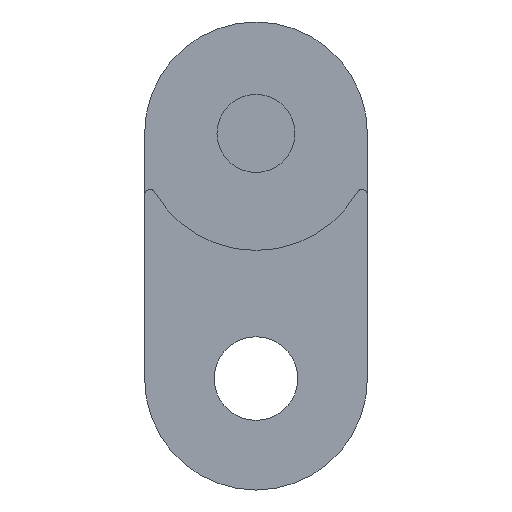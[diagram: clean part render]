
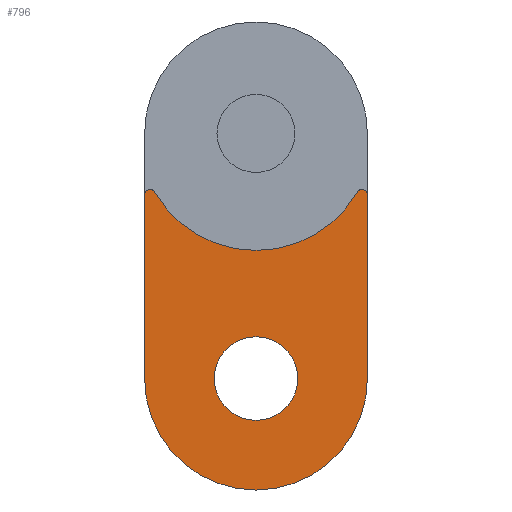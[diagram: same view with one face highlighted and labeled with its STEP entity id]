
A CAD part, front view. The second image highlights one B-rep face of the part: STEP entity #796.
In plain terms, the highlighted planar face has unit normal (0, -1, 0).
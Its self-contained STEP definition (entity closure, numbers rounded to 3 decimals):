
#19=FACE_BOUND('',#174,.T.);
#50=CIRCLE('',#888,0.5);
#51=CIRCLE('',#889,10.5);
#52=CIRCLE('',#890,0.5);
#53=CIRCLE('',#891,10.);
#54=CIRCLE('',#892,3.75);
#126=FACE_OUTER_BOUND('',#173,.T.);
#173=EDGE_LOOP('',(#635,#636,#637,#638,#639,#640));
#174=EDGE_LOOP('',(#641));
#239=LINE('',#1305,#300);
#247=LINE('',#1321,#308);
#300=VECTOR('',#1028,10.);
#308=VECTOR('',#1038,10.);
#364=VERTEX_POINT('',#1302);
#365=VERTEX_POINT('',#1304);
#371=VERTEX_POINT('',#1318);
#372=VERTEX_POINT('',#1320);
#386=VERTEX_POINT('',#1362);
#387=VERTEX_POINT('',#1364);
#388=VERTEX_POINT('',#1368);
#452=EDGE_CURVE('',#364,#365,#239,.T.);
#460=EDGE_CURVE('',#371,#372,#247,.T.);
#480=EDGE_CURVE('',#386,#371,#50,.T.);
#481=EDGE_CURVE('',#387,#386,#51,.T.);
#482=EDGE_CURVE('',#365,#387,#52,.T.);
#483=EDGE_CURVE('',#372,#364,#53,.T.);
#484=EDGE_CURVE('',#388,#388,#54,.T.);
#635=ORIENTED_EDGE('',*,*,#460,.F.);
#636=ORIENTED_EDGE('',*,*,#480,.F.);
#637=ORIENTED_EDGE('',*,*,#481,.F.);
#638=ORIENTED_EDGE('',*,*,#482,.F.);
#639=ORIENTED_EDGE('',*,*,#452,.F.);
#640=ORIENTED_EDGE('',*,*,#483,.F.);
#641=ORIENTED_EDGE('',*,*,#484,.F.);
#771=PLANE('',#887);
#796=ADVANCED_FACE('',(#126,#19),#771,.F.);
#887=AXIS2_PLACEMENT_3D('',#1361,#1082,#1083);
#888=AXIS2_PLACEMENT_3D('',#1363,#1084,#1085);
#889=AXIS2_PLACEMENT_3D('',#1365,#1086,#1087);
#890=AXIS2_PLACEMENT_3D('',#1366,#1088,#1089);
#891=AXIS2_PLACEMENT_3D('',#1367,#1090,#1091);
#892=AXIS2_PLACEMENT_3D('',#1369,#1092,#1093);
#1028=DIRECTION('',(0.,0.,1.));
#1038=DIRECTION('',(0.,0.,-1.));
#1082=DIRECTION('center_axis',(0.,1.,0.));
#1083=DIRECTION('ref_axis',(0.,0.,1.));
#1084=DIRECTION('center_axis',(0.,1.,0.));
#1085=DIRECTION('ref_axis',(-0.864,0.,0.504));
#1086=DIRECTION('center_axis',(0.,-1.,0.));
#1087=DIRECTION('ref_axis',(-0.864,0.,0.504));
#1088=DIRECTION('center_axis',(0.,1.,0.));
#1089=DIRECTION('ref_axis',(-1.,0.,0.));
#1090=DIRECTION('center_axis',(0.,1.,0.));
#1091=DIRECTION('ref_axis',(1.,0.,0.));
#1092=DIRECTION('center_axis',(0.,-1.,0.));
#1093=DIRECTION('ref_axis',(-1.,0.,0.));
#1302=CARTESIAN_POINT('',(-10.,-5.85,-11.));
#1304=CARTESIAN_POINT('',(-10.,-5.85,5.455));
#1305=CARTESIAN_POINT('',(-10.,-5.85,-11.));
#1318=CARTESIAN_POINT('',(10.,-5.85,5.455));
#1320=CARTESIAN_POINT('',(10.,-5.85,-11.));
#1321=CARTESIAN_POINT('',(10.,-5.85,5.455));
#1361=CARTESIAN_POINT('Origin',(0.,-5.85,-7.523));
#1362=CARTESIAN_POINT('',(9.068,-5.85,5.707));
#1363=CARTESIAN_POINT('Origin',(9.5,-5.85,5.455));
#1364=CARTESIAN_POINT('',(-9.068,-5.85,5.707));
#1365=CARTESIAN_POINT('Origin',(0.,-5.85,11.));
#1366=CARTESIAN_POINT('Origin',(-9.5,-5.85,5.455));
#1367=CARTESIAN_POINT('Origin',(0.,-5.85,-11.));
#1368=CARTESIAN_POINT('',(-3.75,-5.85,-11.));
#1369=CARTESIAN_POINT('Origin',(0.,-5.85,-11.));
